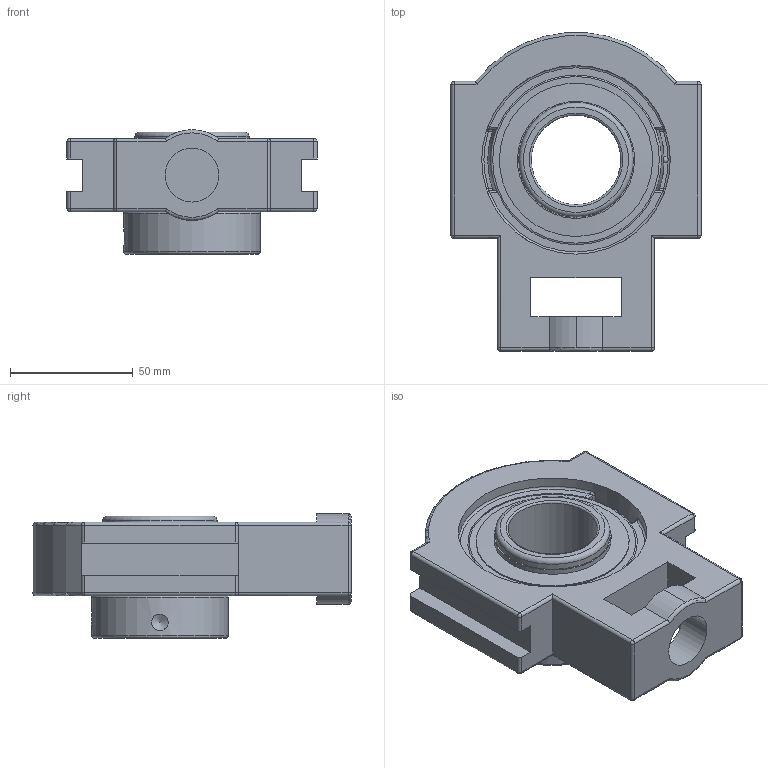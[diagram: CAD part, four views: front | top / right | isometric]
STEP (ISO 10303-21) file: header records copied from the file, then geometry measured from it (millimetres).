
FILE_DESCRIPTION(('HOOPS Exchange Step'),'2;1');
FILE_NAME('export-5BDB1B5A-8412-46B8-B482-98708427CCE9.stp','2020-05-20T09:44:56-07:00',('dkerr'),('Alibre'),'HOOPS Exchange 2020.0','Alibre','Unknown authorisation');
FILE_SCHEMA( ('AP242_MANAGED_MODEL_BASED_3D_ENGINEERING_MIM_LF {1 0 10303 442 1 1 4 }') );
Length unit declared in the file: inch
Products named in the file (8): MRN STM 207 L4L; SNC 207 (Shield); SNC 207 (Ball Bearing); SNC 207 (Setscrew); SNC 207-23 L4L (1.4375inch) (Race); SNC 207-23 (Collar); MRN SNC 207-23 L4L (1.4375inch); MRN SNCSTM 207-23 L4L (1.4375inch)
Assembly tree (8 placements, depth 3):
  MRN SNCSTM 207-23 L4L (1.4375inch)
    MRN STM 207 L4L
    MRN SNC 207-23 L4L (1.4375inch)
      SNC 207 (Shield)  x2
      SNC 207 (Ball Bearing)
      SNC 207 (Setscrew)
      SNC 207-23 L4L (1.4375inch) (Race)
      SNC 207-23 (Collar)
Bounding box: 102 x 129.82 x 50.8 mm (x, y, z)
Volume: 229691.9 mm3; surface area: 76668.6 mm2
Topology: 16 solids, 16 shells, 184 faces, 488 edges, 301 vertices
Faces by surface type: cylinder 68, plane 54, sphere 28, torus 20, cone 10, bspline 4
Full cylindrical faces by diameter (mm): 6.782 x3, 22 x1, 36.512 x2, 44.196 x2, 46.672 x2, 46.736 x2, 47.752 x2, 55.601 x1, 59.006 x2, 62.484 x2, 76.902 x2, 80.35 x1
Entity records: 7499 total; most frequent: CARTESIAN_POINT 2911, DIRECTION 1001, ORIENTED_EDGE 862, EDGE_CURVE 431, AXIS2_PLACEMENT_3D 414, VERTEX_POINT 287, CIRCLE 213, EDGE_LOOP 196
